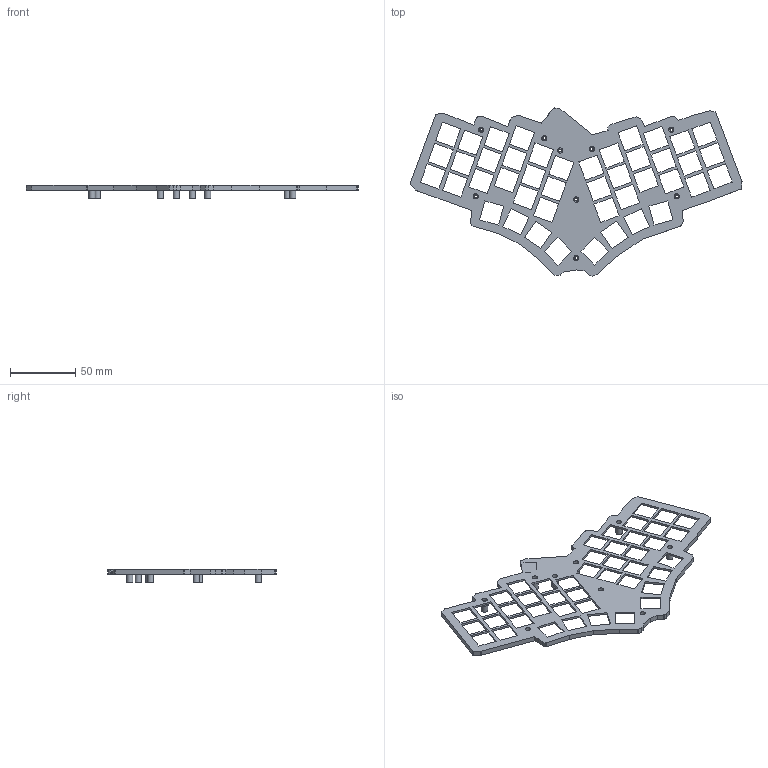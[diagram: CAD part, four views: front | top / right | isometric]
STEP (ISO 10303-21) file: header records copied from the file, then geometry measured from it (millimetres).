
FILE_DESCRIPTION(/* description */ ('Designed by EasyEDA Pro'),/* implementation_level */ '2;1');
FILE_NAME(/* name */ 'Top.step',/* time_stamp */ '2025-07-11T22:26:39+05:30',/* author */ (''),/* organization */ (''),/* preprocessor_version */ 'ST-DEVELOPER v20.1',/* originating_system */ 'Autodesk Translation Framework v14.10.0.0',/* authorisation */ '');
FILE_SCHEMA (('AUTOMOTIVE_DESIGN { 1 0 10303 214 3 1 1 }'));
Length unit declared in the file: millimetre
Products named in the file (1): Open CASCADE STEP translator 7.8 1
Bounding box: 253.72 x 128.49 x 10 mm (x, y, z)
Volume: 19761.9 mm3; surface area: 32004.5 mm2
Topology: 1 solids, 1 shells, 985 faces, 2868 edges, 1910 vertices
Faces by surface type: plane 949, cylinder 36
Full cylindrical faces by diameter (mm): 2.2 x9, 4 x9, 4.74 x9, 6.54 x9
Entity records: 32151 total; most frequent: CARTESIAN_POINT 5764, ORIENTED_EDGE 5736, DIRECTION 4912, EDGE_CURVE 2868, LINE 2796, VECTOR 2796, VERTEX_POINT 1910, EDGE_LOOP 1118
